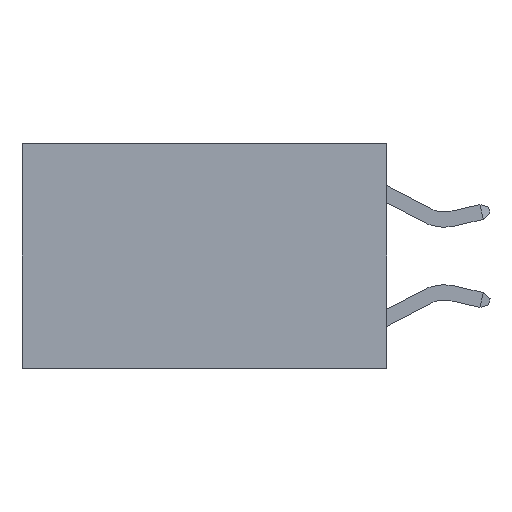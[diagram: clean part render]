
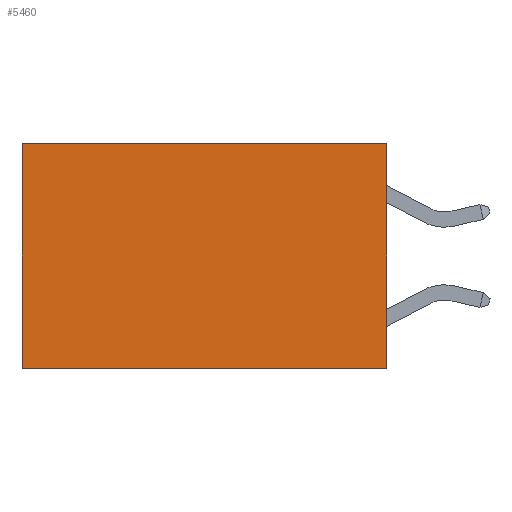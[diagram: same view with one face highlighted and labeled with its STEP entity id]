
A CAD part, left-side view. The second image highlights one B-rep face of the part: STEP entity #5460.
In plain terms, the highlighted planar face has unit normal (-1, 0, 0).
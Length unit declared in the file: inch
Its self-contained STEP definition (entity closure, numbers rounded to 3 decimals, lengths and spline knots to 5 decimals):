
#314 = CARTESIAN_POINT ( 'NONE',  ( 0.2625, 0.6, 0. ) ) ;
#743 = CARTESIAN_POINT ( 'NONE',  ( 0.2625, 0., 0. ) ) ;
#1048 = VECTOR ( 'NONE', #12564, 39.37008 ) ;
#1669 = VECTOR ( 'NONE', #15742, 39.37008 ) ;
#2150 = CARTESIAN_POINT ( 'NONE',  ( 0.2625, 0., 0. ) ) ;
#3696 = AXIS2_PLACEMENT_3D ( 'NONE', #2150, #17257, #7313 ) ;
#3948 = FACE_OUTER_BOUND ( 'NONE', #10818, .T. ) ;
#4318 = VECTOR ( 'NONE', #8721, 39.37008 ) ;
#5460 = ADVANCED_FACE ( 'NONE', ( #3948 ), #15583, .F. ) ;
#6375 = CARTESIAN_POINT ( 'NONE',  ( 0.2625, 0.6, -0.37 ) ) ;
#7248 = ORIENTED_EDGE ( 'NONE', *, *, #16131, .F. ) ;
#7313 = DIRECTION ( 'NONE',  ( 0., 0., -1. ) ) ;
#8721 = DIRECTION ( 'NONE',  ( 0., 0., -1. ) ) ;
#9152 = CARTESIAN_POINT ( 'NONE',  ( 0.2625, 0.6, 0. ) ) ;
#10401 = CARTESIAN_POINT ( 'NONE',  ( 0.2625, 0., 0. ) ) ;
#10581 = EDGE_CURVE ( 'NONE', #15347, #14219, #21530, .T. ) ;
#10818 = EDGE_LOOP ( 'NONE', ( #21588, #7248, #17609, #12029 ) ) ;
#12029 = ORIENTED_EDGE ( 'NONE', *, *, #12488, .T. ) ;
#12050 = CARTESIAN_POINT ( 'NONE',  ( 0.2625, 0., -0.37 ) ) ;
#12488 = EDGE_CURVE ( 'NONE', #15347, #21058, #18377, .T. ) ;
#12564 = DIRECTION ( 'NONE',  ( 0., 1., 0. ) ) ;
#12845 = DIRECTION ( 'NONE',  ( 0., 0., -1. ) ) ;
#12909 = VERTEX_POINT ( 'NONE', #6375 ) ;
#13216 = LINE ( 'NONE', #314, #4318 ) ;
#14219 = VERTEX_POINT ( 'NONE', #12050 ) ;
#15347 = VERTEX_POINT ( 'NONE', #10401 ) ;
#15583 = PLANE ( 'NONE',  #3696 ) ;
#15742 = DIRECTION ( 'NONE',  ( 0., 1., 0. ) ) ;
#16131 = EDGE_CURVE ( 'NONE', #14219, #12909, #19499, .T. ) ;
#16622 = VECTOR ( 'NONE', #12845, 39.37008 ) ;
#16825 = EDGE_CURVE ( 'NONE', #21058, #12909, #13216, .T. ) ;
#17257 = DIRECTION ( 'NONE',  ( 1., 0., 0. ) ) ;
#17609 = ORIENTED_EDGE ( 'NONE', *, *, #10581, .F. ) ;
#17696 = CARTESIAN_POINT ( 'NONE',  ( 0.2625, 0., 0. ) ) ;
#18377 = LINE ( 'NONE', #743, #1048 ) ;
#19499 = LINE ( 'NONE', #20716, #1669 ) ;
#20716 = CARTESIAN_POINT ( 'NONE',  ( 0.2625, 0., -0.37 ) ) ;
#21058 = VERTEX_POINT ( 'NONE', #9152 ) ;
#21530 = LINE ( 'NONE', #17696, #16622 ) ;
#21588 = ORIENTED_EDGE ( 'NONE', *, *, #16825, .T. ) ;
